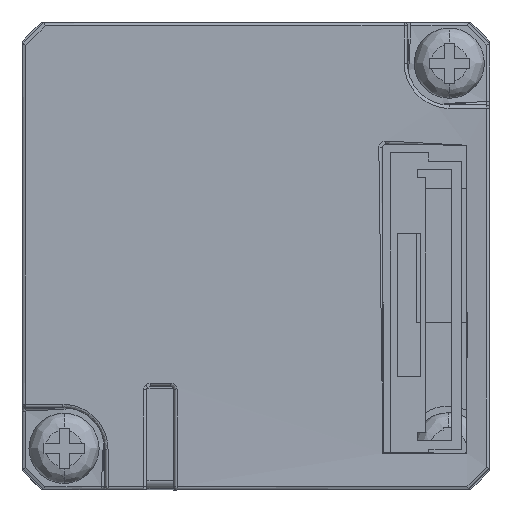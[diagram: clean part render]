
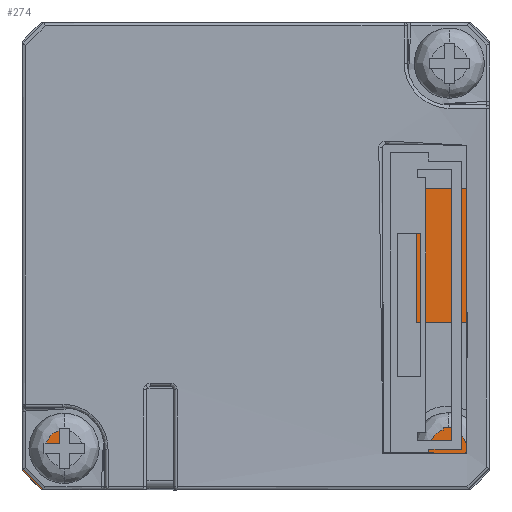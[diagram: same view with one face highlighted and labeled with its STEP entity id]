
A CAD part, front view. The second image highlights one B-rep face of the part: STEP entity #274.
In plain terms, the highlighted planar face has unit normal (0, -1, 0).
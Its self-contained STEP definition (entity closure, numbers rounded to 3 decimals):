
#132 = VECTOR ( 'NONE', #1354, 1000. ) ;
#274 = ADVANCED_FACE ( 'NONE', ( #6675, #8411 ), #4180, .T. ) ;
#380 = CARTESIAN_POINT ( 'NONE',  ( -12.711, -31.654, 19.6 ) ) ;
#412 = CARTESIAN_POINT ( 'NONE',  ( -26.711, -31.654, 6.755 ) ) ;
#433 = VECTOR ( 'NONE', #2019, 1000. ) ;
#518 = VERTEX_POINT ( 'NONE', #4926 ) ;
#534 = CARTESIAN_POINT ( 'NONE',  ( -25.557, -31.654, 5.6 ) ) ;
#667 = VECTOR ( 'NONE', #3082, 1000. ) ;
#695 = CARTESIAN_POINT ( 'NONE',  ( -25.557, -31.654, 33.6 ) ) ;
#779 = CARTESIAN_POINT ( 'NONE',  ( 1.289, -31.654, 6.755 ) ) ;
#933 = CARTESIAN_POINT ( 'NONE',  ( -26.711, -31.654, 6.755 ) ) ;
#967 = DIRECTION ( 'NONE',  ( 0.707, 0., -0.707 ) ) ;
#1072 = LINE ( 'NONE', #4080, #4743 ) ;
#1111 = DIRECTION ( 'NONE',  ( 0., 0., -1. ) ) ;
#1354 = DIRECTION ( 'NONE',  ( -0.707, 0., 0.707 ) ) ;
#1358 = CIRCLE ( 'NONE', #1798, 1.5 ) ;
#1484 = CARTESIAN_POINT ( 'NONE',  ( 0.134, -31.654, 5.6 ) ) ;
#1496 = EDGE_CURVE ( 'NONE', #2819, #5086, #1072, .T. ) ;
#1548 = EDGE_CURVE ( 'NONE', #3686, #518, #4974, .T. ) ;
#1616 = LINE ( 'NONE', #5753, #132 ) ;
#1798 = AXIS2_PLACEMENT_3D ( 'NONE', #8078, #3639, #8812 ) ;
#1857 = VERTEX_POINT ( 'NONE', #5777 ) ;
#1923 = DIRECTION ( 'NONE',  ( -1., 0., 0. ) ) ;
#2019 = DIRECTION ( 'NONE',  ( 1., 0., 0. ) ) ;
#2288 = DIRECTION ( 'NONE',  ( 0., -1., 0. ) ) ;
#2592 = AXIS2_PLACEMENT_3D ( 'NONE', #6698, #2288, #7438 ) ;
#2604 = DIRECTION ( 'NONE',  ( 0., 0., -1. ) ) ;
#2606 = LINE ( 'NONE', #5995, #667 ) ;
#2615 = LINE ( 'NONE', #534, #433 ) ;
#2627 = CARTESIAN_POINT ( 'NONE',  ( 0.134, -31.654, 33.6 ) ) ;
#2732 = EDGE_CURVE ( 'NONE', #518, #4426, #4579, .T. ) ;
#2751 = ORIENTED_EDGE ( 'NONE', *, *, #6498, .T. ) ;
#2819 = VERTEX_POINT ( 'NONE', #1484 ) ;
#3082 = DIRECTION ( 'NONE',  ( 0., 0., 1. ) ) ;
#3137 = EDGE_CURVE ( 'NONE', #7730, #6913, #1358, .T. ) ;
#3154 = AXIS2_PLACEMENT_3D ( 'NONE', #380, #5501, #1111 ) ;
#3604 = ORIENTED_EDGE ( 'NONE', *, *, #3137, .F. ) ;
#3639 = DIRECTION ( 'NONE',  ( 0., -1., 0. ) ) ;
#3686 = VERTEX_POINT ( 'NONE', #2627 ) ;
#3800 = ORIENTED_EDGE ( 'NONE', *, *, #1548, .T. ) ;
#3818 = CARTESIAN_POINT ( 'NONE',  ( -12.711, -31.654, 21.1 ) ) ;
#3978 = ORIENTED_EDGE ( 'NONE', *, *, #1496, .T. ) ;
#4050 = CARTESIAN_POINT ( 'NONE',  ( -12.711, -31.654, 18.1 ) ) ;
#4080 = CARTESIAN_POINT ( 'NONE',  ( 0.134, -31.654, 5.6 ) ) ;
#4180 = PLANE ( 'NONE',  #2592 ) ;
#4349 = VECTOR ( 'NONE', #5051, 1000. ) ;
#4352 = EDGE_LOOP ( 'NONE', ( #3800, #8195, #8695, #5253, #6737, #3978, #2751, #9492 ) ) ;
#4426 = VERTEX_POINT ( 'NONE', #9410 ) ;
#4458 = EDGE_CURVE ( 'NONE', #1857, #3686, #1616, .T. ) ;
#4557 = VECTOR ( 'NONE', #967, 1000. ) ;
#4579 = LINE ( 'NONE', #695, #4349 ) ;
#4743 = VECTOR ( 'NONE', #5537, 1000. ) ;
#4926 = CARTESIAN_POINT ( 'NONE',  ( -25.557, -31.654, 33.6 ) ) ;
#4974 = LINE ( 'NONE', #5599, #8210 ) ;
#5018 = LINE ( 'NONE', #933, #4557 ) ;
#5051 = DIRECTION ( 'NONE',  ( -0.707, 0., -0.707 ) ) ;
#5086 = VERTEX_POINT ( 'NONE', #779 ) ;
#5253 = ORIENTED_EDGE ( 'NONE', *, *, #8845, .T. ) ;
#5365 = VECTOR ( 'NONE', #2604, 1000. ) ;
#5430 = ORIENTED_EDGE ( 'NONE', *, *, #8956, .F. ) ;
#5501 = DIRECTION ( 'NONE',  ( 0., -1., 0. ) ) ;
#5517 = CARTESIAN_POINT ( 'NONE',  ( -26.711, -31.654, 32.445 ) ) ;
#5537 = DIRECTION ( 'NONE',  ( 0.707, 0., 0.707 ) ) ;
#5599 = CARTESIAN_POINT ( 'NONE',  ( 0.134, -31.654, 33.6 ) ) ;
#5621 = EDGE_CURVE ( 'NONE', #4426, #8997, #7465, .T. ) ;
#5753 = CARTESIAN_POINT ( 'NONE',  ( 1.289, -31.654, 32.445 ) ) ;
#5777 = CARTESIAN_POINT ( 'NONE',  ( 1.289, -31.654, 32.445 ) ) ;
#5995 = CARTESIAN_POINT ( 'NONE',  ( 1.289, -31.654, 6.755 ) ) ;
#6498 = EDGE_CURVE ( 'NONE', #5086, #1857, #2606, .T. ) ;
#6675 = FACE_BOUND ( 'NONE', #8211, .T. ) ;
#6698 = CARTESIAN_POINT ( 'NONE',  ( -17.37, -31.654, 47.6 ) ) ;
#6737 = ORIENTED_EDGE ( 'NONE', *, *, #8350, .T. ) ;
#6913 = VERTEX_POINT ( 'NONE', #3818 ) ;
#7438 = DIRECTION ( 'NONE',  ( 0., 0., -1. ) ) ;
#7465 = LINE ( 'NONE', #5517, #5365 ) ;
#7730 = VERTEX_POINT ( 'NONE', #4050 ) ;
#7979 = VERTEX_POINT ( 'NONE', #9468 ) ;
#8078 = CARTESIAN_POINT ( 'NONE',  ( -12.711, -31.654, 19.6 ) ) ;
#8195 = ORIENTED_EDGE ( 'NONE', *, *, #2732, .T. ) ;
#8210 = VECTOR ( 'NONE', #1923, 1000. ) ;
#8211 = EDGE_LOOP ( 'NONE', ( #3604, #5430 ) ) ;
#8350 = EDGE_CURVE ( 'NONE', #7979, #2819, #2615, .T. ) ;
#8411 = FACE_OUTER_BOUND ( 'NONE', #4352, .T. ) ;
#8695 = ORIENTED_EDGE ( 'NONE', *, *, #5621, .T. ) ;
#8812 = DIRECTION ( 'NONE',  ( 0., 0., -1. ) ) ;
#8845 = EDGE_CURVE ( 'NONE', #8997, #7979, #5018, .T. ) ;
#8956 = EDGE_CURVE ( 'NONE', #6913, #7730, #9530, .T. ) ;
#8997 = VERTEX_POINT ( 'NONE', #412 ) ;
#9410 = CARTESIAN_POINT ( 'NONE',  ( -26.711, -31.654, 32.445 ) ) ;
#9468 = CARTESIAN_POINT ( 'NONE',  ( -25.557, -31.654, 5.6 ) ) ;
#9492 = ORIENTED_EDGE ( 'NONE', *, *, #4458, .T. ) ;
#9530 = CIRCLE ( 'NONE', #3154, 1.5 ) ;
